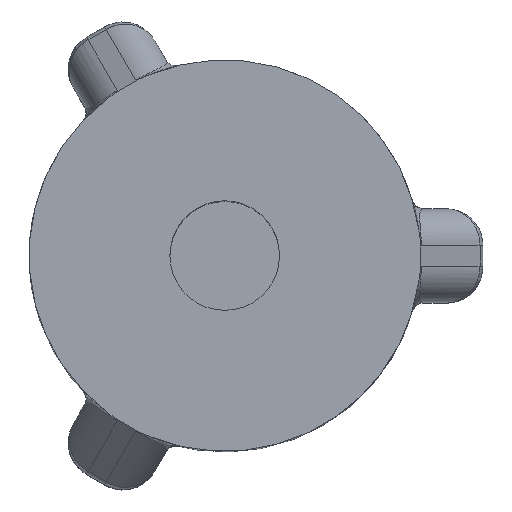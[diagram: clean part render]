
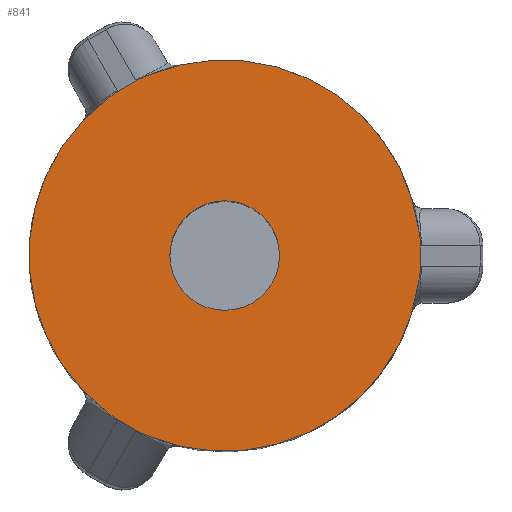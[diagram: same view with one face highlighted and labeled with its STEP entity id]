
A CAD part, top view. The second image highlights one B-rep face of the part: STEP entity #841.
In plain terms, the highlighted planar face has unit normal (0, 0, 1).
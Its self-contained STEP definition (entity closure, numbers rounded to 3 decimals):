
#7 = CARTESIAN_POINT ( 'NONE',  ( -2.175, -3.066, 0. ) ) ;
#13 = CARTESIAN_POINT ( 'NONE',  ( -1.096, 3.698, 0. ) ) ;
#48 = CARTESIAN_POINT ( 'NONE',  ( -2.284, 2.974, 0. ) ) ;
#49 = EDGE_CURVE ( 'NONE', #3573, #3544, #1286, .T. ) ;
#56 = CARTESIAN_POINT ( 'NONE',  ( 3.742, -0.351, 0. ) ) ;
#87 = DIRECTION ( 'NONE',  ( 1., 0., 0. ) ) ;
#122 = DIRECTION ( 'NONE',  ( 0., 0., 1. ) ) ;
#140 = EDGE_CURVE ( 'NONE', #2281, #1714, #3665, .T. ) ;
#182 = DIRECTION ( 'NONE',  ( 0., 0., 1. ) ) ;
#210 = VECTOR ( 'NONE', #392, 1000. ) ;
#267 = CARTESIAN_POINT ( 'NONE',  ( 3.727, 0.42, 0. ) ) ;
#291 = EDGE_CURVE ( 'NONE', #509, #3573, #1096, .T. ) ;
#292 = EDGE_CURVE ( 'NONE', #3029, #352, #2472, .T. ) ;
#293 = CARTESIAN_POINT ( 'NONE',  ( -1.632, -3.388, 0. ) ) ;
#352 = VERTEX_POINT ( 'NONE', #2149 ) ;
#392 = DIRECTION ( 'NONE',  ( 0., 1., 0. ) ) ;
#398 = FACE_BOUND ( 'NONE', #1659, .T. ) ;
#420 = CARTESIAN_POINT ( 'NONE',  ( -2.118, -3.107, 0. ) ) ;
#462 = CIRCLE ( 'NONE', #2610, 3.75 ) ;
#509 = VERTEX_POINT ( 'NONE', #1179 ) ;
#525 = CARTESIAN_POINT ( 'NONE',  ( -1.567, 3.416, 0. ) ) ;
#536 = ORIENTED_EDGE ( 'NONE', *, *, #3128, .T. ) ;
#576 = CARTESIAN_POINT ( 'NONE',  ( -1.434, -3.465, 0. ) ) ;
#603 = CARTESIAN_POINT ( 'NONE',  ( -1.632, 3.388, 0. ) ) ;
#611 = CARTESIAN_POINT ( 'NONE',  ( 3.75, -0.28, 0. ) ) ;
#616 = EDGE_CURVE ( 'NONE', #920, #3258, #462, .T. ) ;
#656 = CARTESIAN_POINT ( 'NONE',  ( 3.727, -0.42, 0. ) ) ;
#668 = ORIENTED_EDGE ( 'NONE', *, *, #140, .F. ) ;
#682 = CARTESIAN_POINT ( 'NONE',  ( -1.05, 0., 0. ) ) ;
#719 = DIRECTION ( 'NONE',  ( 0., 0., 1. ) ) ;
#729 = DIRECTION ( 'NONE',  ( 1., 0., 0. ) ) ;
#780 = FACE_OUTER_BOUND ( 'NONE', #1316, .T. ) ;
#792 = VERTEX_POINT ( 'NONE', #3545 ) ;
#841 = ADVANCED_FACE ( 'NONE', ( #780, #398 ), #1018, .T. ) ;
#864 = CARTESIAN_POINT ( 'NONE',  ( -1.632, -3.388, 0. ) ) ;
#870 = ORIENTED_EDGE ( 'NONE', *, *, #291, .T. ) ;
#898 = ORIENTED_EDGE ( 'NONE', *, *, #2463, .T. ) ;
#920 = VERTEX_POINT ( 'NONE', #1109 ) ;
#998 = AXIS2_PLACEMENT_3D ( 'NONE', #2751, #122, #1289 ) ;
#1018 = PLANE ( 'NONE',  #3230 ) ;
#1031 = VERTEX_POINT ( 'NONE', #2944 ) ;
#1076 = ORIENTED_EDGE ( 'NONE', *, *, #1480, .F. ) ;
#1096 = CIRCLE ( 'NONE', #2166, 3.75 ) ;
#1109 = CARTESIAN_POINT ( 'NONE',  ( -2.284, 2.974, 0. ) ) ;
#1152 = CARTESIAN_POINT ( 'NONE',  ( 3.75, 0.28, 0. ) ) ;
#1167 = CARTESIAN_POINT ( 'NONE',  ( -2.284, -2.974, 0. ) ) ;
#1179 = CARTESIAN_POINT ( 'NONE',  ( 3.718, 0.491, 0. ) ) ;
#1198 = CARTESIAN_POINT ( 'NONE',  ( -1.434, 3.465, 0. ) ) ;
#1242 = ORIENTED_EDGE ( 'NONE', *, *, #49, .T. ) ;
#1286 = B_SPLINE_CURVE_WITH_KNOTS ( 'NONE', 3,
 ( #1693, #1387, #525, #1655 ),
 .UNSPECIFIED., .F., .F.,
 ( 4, 4 ),
 ( 0., 0. ),
 .UNSPECIFIED. ) ;
#1289 = DIRECTION ( 'NONE',  ( 1., 0., 0. ) ) ;
#1292 = CARTESIAN_POINT ( 'NONE',  ( 0., 0., 0. ) ) ;
#1316 = EDGE_LOOP ( 'NONE', ( #3600, #2006, #2399, #536, #2827, #1735, #2863, #2845, #870, #1242, #898, #3065 ) ) ;
#1326 = DIRECTION ( 'NONE',  ( 1., 0., 0. ) ) ;
#1361 = VERTEX_POINT ( 'NONE', #2915 ) ;
#1387 = CARTESIAN_POINT ( 'NONE',  ( -1.5, 3.438, 0. ) ) ;
#1414 = CARTESIAN_POINT ( 'NONE',  ( 1.05, 0., 0. ) ) ;
#1415 = CARTESIAN_POINT ( 'NONE',  ( 3.75, -0.28, 0. ) ) ;
#1442 = DIRECTION ( 'NONE',  ( 0., 0., 1. ) ) ;
#1456 = CARTESIAN_POINT ( 'NONE',  ( -2.284, -2.974, 0. ) ) ;
#1480 = EDGE_CURVE ( 'NONE', #1714, #2281, #3067, .T. ) ;
#1597 = EDGE_CURVE ( 'NONE', #1361, #2779, #2213, .T. ) ;
#1655 = CARTESIAN_POINT ( 'NONE',  ( -1.632, 3.388, 0. ) ) ;
#1659 = EDGE_LOOP ( 'NONE', ( #668, #1076 ) ) ;
#1693 = CARTESIAN_POINT ( 'NONE',  ( -1.434, 3.465, 0. ) ) ;
#1714 = VERTEX_POINT ( 'NONE', #682 ) ;
#1729 = LINE ( 'NONE', #13, #2440 ) ;
#1735 = ORIENTED_EDGE ( 'NONE', *, *, #3298, .T. ) ;
#1765 = CARTESIAN_POINT ( 'NONE',  ( -2.228, 3.018, 0. ) ) ;
#1893 = VECTOR ( 'NONE', #3168, 1000. ) ;
#2006 = ORIENTED_EDGE ( 'NONE', *, *, #2768, .T. ) ;
#2143 = B_SPLINE_CURVE_WITH_KNOTS ( 'NONE', 3,
 ( #1152, #3488, #267, #2582 ),
 .UNSPECIFIED., .F., .F.,
 ( 4, 4 ),
 ( 0., 0. ),
 .UNSPECIFIED. ) ;
#2149 = CARTESIAN_POINT ( 'NONE',  ( 3.75, 0.28, 0. ) ) ;
#2166 = AXIS2_PLACEMENT_3D ( 'NONE', #3594, #3348, #1326 ) ;
#2213 = LINE ( 'NONE', #3694, #1893 ) ;
#2244 = CIRCLE ( 'NONE', #3311, 3.75 ) ;
#2281 = VERTEX_POINT ( 'NONE', #1414 ) ;
#2283 = EDGE_CURVE ( 'NONE', #352, #509, #2143, .T. ) ;
#2294 = CARTESIAN_POINT ( 'NONE',  ( -2.118, 3.107, 0. ) ) ;
#2358 = CARTESIAN_POINT ( 'NONE',  ( 3.718, -0.491, 0. ) ) ;
#2399 = ORIENTED_EDGE ( 'NONE', *, *, #1597, .T. ) ;
#2420 = B_SPLINE_CURVE_WITH_KNOTS ( 'NONE', 3,
 ( #1456, #2631, #7, #420 ),
 .UNSPECIFIED., .F., .F.,
 ( 4, 4 ),
 ( 0., 0. ),
 .UNSPECIFIED. ) ;
#2440 = VECTOR ( 'NONE', #2675, 1000. ) ;
#2463 = EDGE_CURVE ( 'NONE', #3544, #1031, #1729, .T. ) ;
#2465 = B_SPLINE_CURVE_WITH_KNOTS ( 'NONE', 3,
 ( #2294, #2962, #1765, #48 ),
 .UNSPECIFIED., .F., .F.,
 ( 4, 4 ),
 ( 0., 0. ),
 .UNSPECIFIED. ) ;
#2472 = LINE ( 'NONE', #3380, #210 ) ;
#2474 = B_SPLINE_CURVE_WITH_KNOTS ( 'NONE', 3,
 ( #864, #3203, #2627, #576 ),
 .UNSPECIFIED., .F., .F.,
 ( 4, 4 ),
 ( 0., 0. ),
 .UNSPECIFIED. ) ;
#2498 = AXIS2_PLACEMENT_3D ( 'NONE', #2901, #1442, #2919 ) ;
#2580 = EDGE_CURVE ( 'NONE', #3255, #792, #2244, .T. ) ;
#2582 = CARTESIAN_POINT ( 'NONE',  ( 3.718, 0.491, 0. ) ) ;
#2610 = AXIS2_PLACEMENT_3D ( 'NONE', #3343, #719, #3570 ) ;
#2627 = CARTESIAN_POINT ( 'NONE',  ( -1.5, -3.438, 0. ) ) ;
#2631 = CARTESIAN_POINT ( 'NONE',  ( -2.228, -3.018, 0. ) ) ;
#2675 = DIRECTION ( 'NONE',  ( -0.866, -0.5, 0. ) ) ;
#2715 = DIRECTION ( 'NONE',  ( 0., 0., 1. ) ) ;
#2751 = CARTESIAN_POINT ( 'NONE',  ( 0., 0., 0. ) ) ;
#2768 = EDGE_CURVE ( 'NONE', #3258, #1361, #2420, .T. ) ;
#2779 = VERTEX_POINT ( 'NONE', #293 ) ;
#2827 = ORIENTED_EDGE ( 'NONE', *, *, #2580, .T. ) ;
#2845 = ORIENTED_EDGE ( 'NONE', *, *, #2283, .T. ) ;
#2863 = ORIENTED_EDGE ( 'NONE', *, *, #292, .T. ) ;
#2901 = CARTESIAN_POINT ( 'NONE',  ( 0., 0., 0. ) ) ;
#2915 = CARTESIAN_POINT ( 'NONE',  ( -2.118, -3.107, 0. ) ) ;
#2919 = DIRECTION ( 'NONE',  ( 1., 0., 0. ) ) ;
#2944 = CARTESIAN_POINT ( 'NONE',  ( -2.118, 3.107, 0. ) ) ;
#2962 = CARTESIAN_POINT ( 'NONE',  ( -2.175, 3.066, 0. ) ) ;
#2967 = CARTESIAN_POINT ( 'NONE',  ( -1.434, -3.465, 0. ) ) ;
#3029 = VERTEX_POINT ( 'NONE', #1415 ) ;
#3035 = B_SPLINE_CURVE_WITH_KNOTS ( 'NONE', 3,
 ( #2358, #656, #56, #611 ),
 .UNSPECIFIED., .F., .F.,
 ( 4, 4 ),
 ( 0., 0. ),
 .UNSPECIFIED. ) ;
#3065 = ORIENTED_EDGE ( 'NONE', *, *, #3539, .T. ) ;
#3067 = CIRCLE ( 'NONE', #998, 1.05 ) ;
#3080 = CARTESIAN_POINT ( 'NONE',  ( 3.75, 0., 0. ) ) ;
#3128 = EDGE_CURVE ( 'NONE', #2779, #3255, #2474, .T. ) ;
#3168 = DIRECTION ( 'NONE',  ( 0.866, -0.5, 0. ) ) ;
#3203 = CARTESIAN_POINT ( 'NONE',  ( -1.567, -3.416, 0. ) ) ;
#3230 = AXIS2_PLACEMENT_3D ( 'NONE', #3080, #182, #729 ) ;
#3255 = VERTEX_POINT ( 'NONE', #2967 ) ;
#3258 = VERTEX_POINT ( 'NONE', #1167 ) ;
#3298 = EDGE_CURVE ( 'NONE', #792, #3029, #3035, .T. ) ;
#3311 = AXIS2_PLACEMENT_3D ( 'NONE', #1292, #2715, #87 ) ;
#3343 = CARTESIAN_POINT ( 'NONE',  ( 0., 0., 0. ) ) ;
#3348 = DIRECTION ( 'NONE',  ( 0., 0., 1. ) ) ;
#3380 = CARTESIAN_POINT ( 'NONE',  ( 3.75, -0.9, 0. ) ) ;
#3488 = CARTESIAN_POINT ( 'NONE',  ( 3.742, 0.351, 0. ) ) ;
#3539 = EDGE_CURVE ( 'NONE', #1031, #920, #2465, .T. ) ;
#3544 = VERTEX_POINT ( 'NONE', #603 ) ;
#3545 = CARTESIAN_POINT ( 'NONE',  ( 3.718, -0.491, 0. ) ) ;
#3570 = DIRECTION ( 'NONE',  ( 1., 0., 0. ) ) ;
#3573 = VERTEX_POINT ( 'NONE', #1198 ) ;
#3594 = CARTESIAN_POINT ( 'NONE',  ( 0., 0., 0. ) ) ;
#3600 = ORIENTED_EDGE ( 'NONE', *, *, #616, .T. ) ;
#3665 = CIRCLE ( 'NONE', #2498, 1.05 ) ;
#3694 = CARTESIAN_POINT ( 'NONE',  ( -2.654, -2.798, 0. ) ) ;
